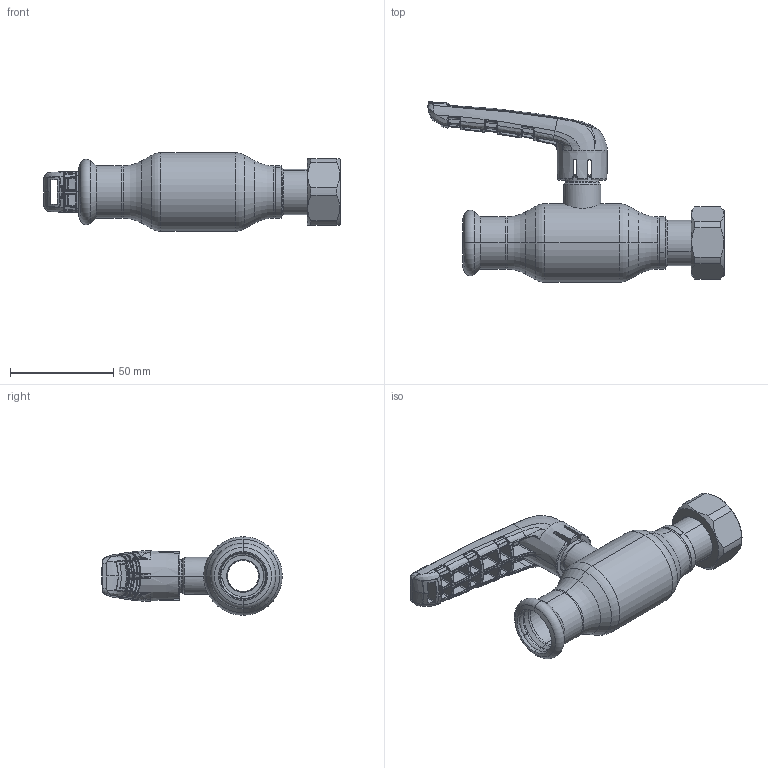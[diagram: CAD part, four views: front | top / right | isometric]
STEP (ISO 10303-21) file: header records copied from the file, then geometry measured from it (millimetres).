
FILE_DESCRIPTION (( 'STEP AP214' ), '1' );
FILE_NAME ('XPR11400 DN20 G34 x 22.step', '2018-09-18T10:40:39', ( '' ), ( '' ), 'SwSTEP 2.0', 'SolidWorks 2017', '' );
FILE_SCHEMA (( 'AUTOMOTIVE_DESIGN' ));
Length unit declared in the file: millimetre
Products named in the file (1): XPR11400 DN20 G34 x 22
Bounding box: 143.53 x 87.38 x 38 mm (x, y, z)
Surface area: 30052.8 mm2 (no closed solid volume)
Topology: 0 solids, 13 shells, 842 faces, 2512 edges, 1583 vertices
Faces by surface type: bspline 664, plane 61, cylinder 52, cone 36, torus 29
Entity records: 60467 total; most frequent: CARTESIAN_POINT 34694, ORIENTED_EDGE 4301, EDGE_CURVE 2486, DIRECTION 1737, B_SPLINE_CURVE_WITH_KNOTS 1697, VERTEX_POINT 1583, EDGE_LOOP 868, UNCERTAINTY_MEASURE_WITH_UNIT 844
